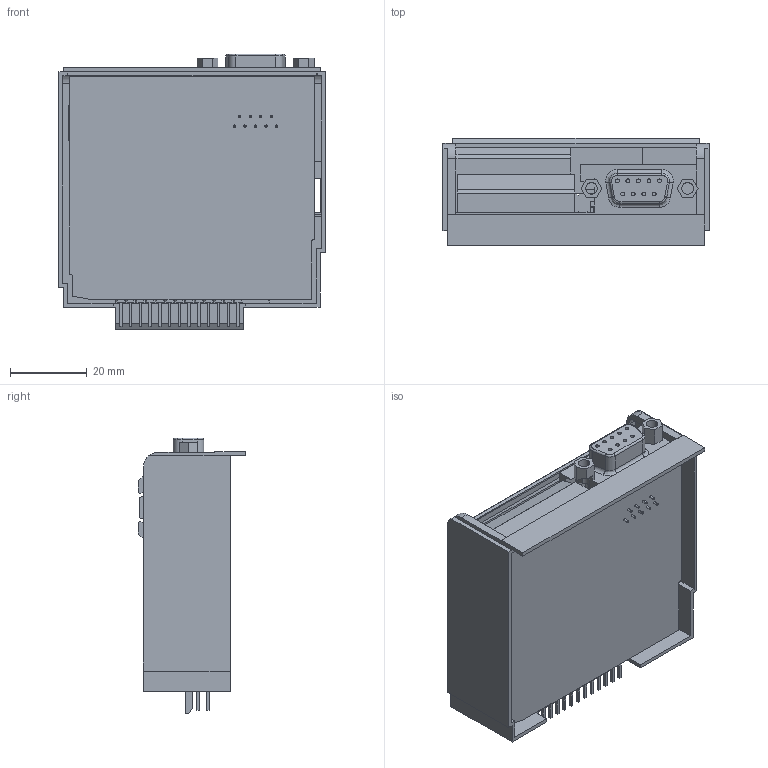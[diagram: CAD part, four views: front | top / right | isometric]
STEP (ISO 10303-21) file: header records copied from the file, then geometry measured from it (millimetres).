
FILE_DESCRIPTION (( 'STEP AP214' ), '1' );
FILE_NAME ('14742005_ MODULO COMUNICACAO CFW500_CRS232 Coord nc.STEP', '2021-07-13T17:48:04', ( '' ), ( '' ), 'SwSTEP 2.0', 'SolidWorks 2017', '' );
FILE_SCHEMA (( 'AUTOMOTIVE_DESIGN' ));
Length unit declared in the file: inch
Products named in the file (1): 14742005_ MODULO COMUNICACAO CFW500_CRS232 Coord nc
Bounding box: 69.25 x 27.85 x 71.73 mm (x, y, z)
Volume: 27048.7 mm3; surface area: 31356.5 mm2
Topology: 2 solids, 2 shells, 689 faces, 1818 edges, 1182 vertices
Faces by surface type: plane 551, cylinder 112, cone 18, bspline 8
Entity records: 21291 total; most frequent: CARTESIAN_POINT 3921, ORIENTED_EDGE 3636, DIRECTION 3425, EDGE_CURVE 1818, LINE 1557, VECTOR 1557, VERTEX_POINT 1182, AXIS2_PLACEMENT_3D 934
